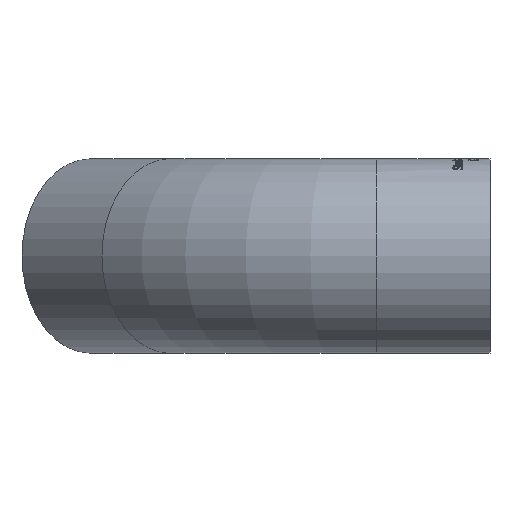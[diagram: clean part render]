
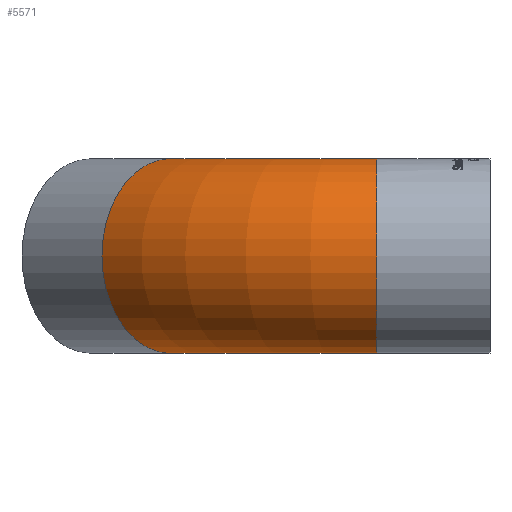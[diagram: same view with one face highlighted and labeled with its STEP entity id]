
A CAD part, left-side view. The second image highlights one B-rep face of the part: STEP entity #5571.
In plain terms, the highlighted toroidal (fillet/blend) face has major radius 152.4 mm and minor radius 50.8 mm.
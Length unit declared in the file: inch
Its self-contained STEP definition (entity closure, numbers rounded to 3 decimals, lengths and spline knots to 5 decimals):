
#14=TOROIDAL_SURFACE('',#5889,6.,2.);
#79=FACE_BOUND('',#1298,.T.);
#952=FACE_OUTER_BOUND('',#1297,.T.);
#1297=EDGE_LOOP('',(#5207));
#1298=EDGE_LOOP('',(#5208));
#1417=CIRCLE('',#5868,2.);
#1424=CIRCLE('',#5886,2.);
#2729=VERTEX_POINT('',#12200);
#2736=VERTEX_POINT('',#12225);
#3553=EDGE_CURVE('',#2729,#2729,#1417,.T.);
#3560=EDGE_CURVE('',#2736,#2736,#1424,.T.);
#5207=ORIENTED_EDGE('',*,*,#3560,.F.);
#5208=ORIENTED_EDGE('',*,*,#3553,.F.);
#5571=ADVANCED_FACE('',(#952,#79),#14,.T.);
#5868=AXIS2_PLACEMENT_3D('',#12201,#6858,#6859);
#5886=AXIS2_PLACEMENT_3D('',#12226,#6894,#6895);
#5889=AXIS2_PLACEMENT_3D('',#12229,#6900,#6901);
#6858=DIRECTION('center_axis',(0.,-1.,0.));
#6859=DIRECTION('ref_axis',(1.,0.,0.));
#6894=DIRECTION('center_axis',(0.707,0.707,0.));
#6895=DIRECTION('ref_axis',(0.707,-0.707,0.));
#6900=DIRECTION('center_axis',(0.,0.,-1.));
#6901=DIRECTION('ref_axis',(-1.,0.,0.));
#12200=CARTESIAN_POINT('',(0.,0.,-2.));
#12201=CARTESIAN_POINT('Origin',(0.,0.,0.));
#12225=CARTESIAN_POINT('',(1.75736,4.24264,2.));
#12226=CARTESIAN_POINT('Origin',(1.75736,4.24264,0.));
#12229=CARTESIAN_POINT('Origin',(6.,0.,0.));
